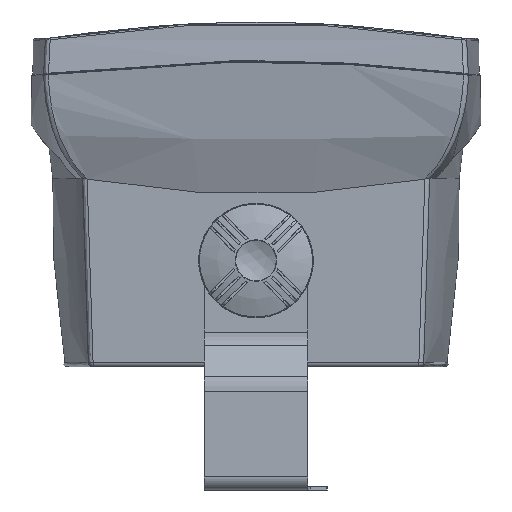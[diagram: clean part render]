
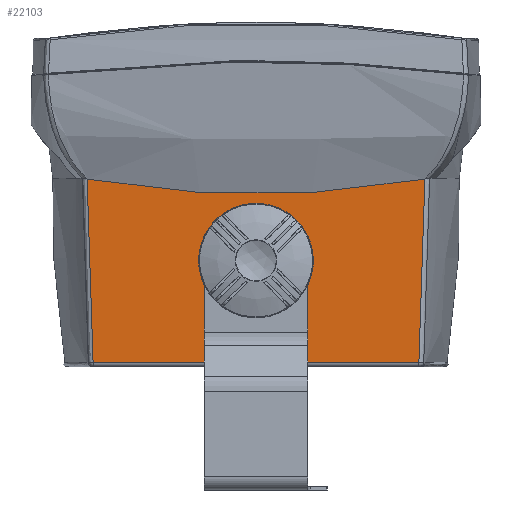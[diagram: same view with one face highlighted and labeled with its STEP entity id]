
A CAD part, left-side view. The second image highlights one B-rep face of the part: STEP entity #22103.
In plain terms, the highlighted face is planar.
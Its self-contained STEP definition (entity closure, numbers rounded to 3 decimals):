
#16=ELLIPSE('',#24263,30.115,30.);
#17=ELLIPSE('',#24265,30.115,30.);
#335=FACE_BOUND('',#6505,.T.);
#968=PLANE('',#24261);
#1846=LINE('',#46568,#2847);
#2847=VECTOR('',#29248,10.);
#3919=B_SPLINE_CURVE_WITH_KNOTS('',3,(#45974,#45975,#45976,#45977,#45978,
#45979,#45980),.UNSPECIFIED.,.F.,.F.,(4,3,4),(-0.032,-0.004,
0.),.UNSPECIFIED.);
#3924=B_SPLINE_CURVE_WITH_KNOTS('',3,(#46065,#46066,#46067,#46068,#46069,
#46070,#46071),.UNSPECIFIED.,.F.,.F.,(4,1,2,4),(0.29,2.226,
6.676,11.47),.UNSPECIFIED.);
#3925=B_SPLINE_CURVE_WITH_KNOTS('',3,(#46072,#46073,#46074,#46075),
 .UNSPECIFIED.,.F.,.F.,(4,4),(-11.472,-11.47),
 .UNSPECIFIED.);
#3940=B_SPLINE_CURVE_WITH_KNOTS('',3,(#46462,#46463,#46464,#46465),
 .UNSPECIFIED.,.F.,.F.,(4,4),(-1.05,-0.986),
 .UNSPECIFIED.);
#3944=B_SPLINE_CURVE_WITH_KNOTS('',3,(#46535,#46536,#46537,#46538,#46539,
#46540,#46541),.UNSPECIFIED.,.F.,.F.,(4,2,1,4),(0.057,4.851,
9.302,11.238),.UNSPECIFIED.);
#3947=B_SPLINE_CURVE_WITH_KNOTS('',3,(#46563,#46564,#46565,#46566),
 .UNSPECIFIED.,.F.,.F.,(4,4),(-0.057,-0.056),
 .UNSPECIFIED.);
#3967=B_SPLINE_CURVE_WITH_KNOTS('',3,(#47219,#47220,#47221,#47222),
 .UNSPECIFIED.,.F.,.F.,(4,4),(0.,0.),.UNSPECIFIED.);
#5168=FACE_OUTER_BOUND('',#6504,.T.);
#6504=EDGE_LOOP('',(#18364,#18365,#18366,#18367,#18368,#18369,#18370,#18371));
#6505=EDGE_LOOP('',(#18372,#18373,#18374,#18375));
#7836=CIRCLE('',#24262,582.507);
#7837=CIRCLE('',#24264,30.);
#9574=VERTEX_POINT('',#45962);
#9575=VERTEX_POINT('',#45973);
#9581=VERTEX_POINT('',#46015);
#9585=VERTEX_POINT('',#46064);
#9597=VERTEX_POINT('',#46282);
#9602=VERTEX_POINT('',#46449);
#9603=VERTEX_POINT('',#46461);
#9606=VERTEX_POINT('',#46534);
#9623=VERTEX_POINT('',#47212);
#9624=VERTEX_POINT('',#47213);
#9625=VERTEX_POINT('',#47215);
#9626=VERTEX_POINT('',#47217);
#12558=EDGE_CURVE('',#9574,#9575,#3919,.T.);
#12569=EDGE_CURVE('',#9581,#9585,#3924,.T.);
#12570=EDGE_CURVE('',#9574,#9585,#3925,.T.);
#12591=EDGE_CURVE('',#9602,#9603,#3940,.T.);
#12595=EDGE_CURVE('',#9606,#9597,#3944,.T.);
#12598=EDGE_CURVE('',#9606,#9603,#3947,.T.);
#12599=EDGE_CURVE('',#9597,#9581,#1846,.T.);
#12624=EDGE_CURVE('',#9602,#9575,#7836,.T.);
#12625=EDGE_CURVE('',#9623,#9624,#16,.T.);
#12626=EDGE_CURVE('',#9624,#9625,#7837,.T.);
#12627=EDGE_CURVE('',#9626,#9625,#17,.T.);
#12628=EDGE_CURVE('',#9626,#9623,#3967,.T.);
#18364=ORIENTED_EDGE('',*,*,#12569,.F.);
#18365=ORIENTED_EDGE('',*,*,#12599,.F.);
#18366=ORIENTED_EDGE('',*,*,#12595,.F.);
#18367=ORIENTED_EDGE('',*,*,#12598,.T.);
#18368=ORIENTED_EDGE('',*,*,#12591,.F.);
#18369=ORIENTED_EDGE('',*,*,#12624,.T.);
#18370=ORIENTED_EDGE('',*,*,#12558,.F.);
#18371=ORIENTED_EDGE('',*,*,#12570,.T.);
#18372=ORIENTED_EDGE('',*,*,#12625,.T.);
#18373=ORIENTED_EDGE('',*,*,#12626,.T.);
#18374=ORIENTED_EDGE('',*,*,#12627,.F.);
#18375=ORIENTED_EDGE('',*,*,#12628,.T.);
#22103=ADVANCED_FACE('',(#5168,#335),#968,.T.);
#24261=AXIS2_PLACEMENT_3D('',#47210,#29256,#29257);
#24262=AXIS2_PLACEMENT_3D('',#47211,#29258,#29259);
#24263=AXIS2_PLACEMENT_3D('',#47214,#29260,#29261);
#24264=AXIS2_PLACEMENT_3D('',#47216,#29262,#29263);
#24265=AXIS2_PLACEMENT_3D('',#47218,#29264,#29265);
#29248=DIRECTION('',(0.,1.,0.));
#29256=DIRECTION('center_axis',(-0.999,0.,-0.035));
#29257=DIRECTION('ref_axis',(-0.035,0.035,0.999));
#29258=DIRECTION('center_axis',(0.999,0.,0.035));
#29259=DIRECTION('ref_axis',(0.034,0.181,-0.983));
#29260=DIRECTION('center_axis',(0.999,0.,0.035));
#29261=DIRECTION('ref_axis',(0.035,0.,-0.999));
#29262=DIRECTION('center_axis',(0.999,0.,-0.052));
#29263=DIRECTION('ref_axis',(-0.034,-0.762,-0.647));
#29264=DIRECTION('center_axis',(-0.999,0.,-0.035));
#29265=DIRECTION('ref_axis',(0.035,0.,-0.999));
#45962=CARTESIAN_POINT('',(-163.273,103.029,114.587));
#45973=CARTESIAN_POINT('',(-163.271,102.71,114.518));
#45974=CARTESIAN_POINT('Ctrl Pts',(-163.273,103.029,114.587));
#45975=CARTESIAN_POINT('Ctrl Pts',(-163.272,102.936,114.563));
#45976=CARTESIAN_POINT('Ctrl Pts',(-163.272,102.842,114.542));
#45977=CARTESIAN_POINT('Ctrl Pts',(-163.271,102.749,114.525));
#45978=CARTESIAN_POINT('Ctrl Pts',(-163.271,102.736,114.522));
#45979=CARTESIAN_POINT('Ctrl Pts',(-163.271,102.723,114.52));
#45980=CARTESIAN_POINT('Ctrl Pts',(-163.271,102.71,114.518));
#46015=CARTESIAN_POINT('',(-159.373,99.397,2.895));
#46064=CARTESIAN_POINT('',(-163.273,103.029,114.575));
#46065=CARTESIAN_POINT('Ctrl Pts',(-159.373,99.397,2.895));
#46066=CARTESIAN_POINT('Ctrl Pts',(-159.598,99.587,9.342));
#46067=CARTESIAN_POINT('Ctrl Pts',(-160.341,100.226,30.609));
#46068=CARTESIAN_POINT('Ctrl Pts',(-161.083,100.901,51.875));
#46069=CARTESIAN_POINT('Ctrl Pts',(-162.158,101.916,82.655));
#46070=CARTESIAN_POINT('Ctrl Pts',(-162.716,102.462,98.615));
#46071=CARTESIAN_POINT('Ctrl Pts',(-163.273,103.029,114.575));
#46072=CARTESIAN_POINT('Ctrl Pts',(-163.273,103.029,114.587));
#46073=CARTESIAN_POINT('Ctrl Pts',(-163.273,103.029,114.583));
#46074=CARTESIAN_POINT('Ctrl Pts',(-163.273,103.029,114.579));
#46075=CARTESIAN_POINT('Ctrl Pts',(-163.273,103.029,114.575));
#46282=CARTESIAN_POINT('',(-159.373,-99.397,2.895));
#46449=CARTESIAN_POINT('',(-163.271,-102.71,114.518));
#46461=CARTESIAN_POINT('',(-163.273,-103.029,114.587));
#46462=CARTESIAN_POINT('Ctrl Pts',(-163.271,-102.71,
114.518));
#46463=CARTESIAN_POINT('Ctrl Pts',(-163.272,-102.813,
114.536));
#46464=CARTESIAN_POINT('Ctrl Pts',(-163.272,-102.919,
114.559));
#46465=CARTESIAN_POINT('Ctrl Pts',(-163.273,-103.029,
114.587));
#46534=CARTESIAN_POINT('',(-163.273,-103.029,114.575));
#46535=CARTESIAN_POINT('Ctrl Pts',(-163.273,-103.029,
114.575));
#46536=CARTESIAN_POINT('Ctrl Pts',(-162.716,-102.462,
98.615));
#46537=CARTESIAN_POINT('Ctrl Pts',(-162.158,-101.916,
82.655));
#46538=CARTESIAN_POINT('Ctrl Pts',(-161.083,-100.901,
51.875));
#46539=CARTESIAN_POINT('Ctrl Pts',(-160.341,-100.226,
30.609));
#46540=CARTESIAN_POINT('Ctrl Pts',(-159.598,-99.587,
9.342));
#46541=CARTESIAN_POINT('Ctrl Pts',(-159.373,-99.397,
2.895));
#46563=CARTESIAN_POINT('Ctrl Pts',(-163.273,-103.029,
114.575));
#46564=CARTESIAN_POINT('Ctrl Pts',(-163.273,-103.029,114.579));
#46565=CARTESIAN_POINT('Ctrl Pts',(-163.273,-103.029,
114.583));
#46566=CARTESIAN_POINT('Ctrl Pts',(-163.273,-103.029,
114.587));
#46568=CARTESIAN_POINT('',(-159.373,0.,2.895));
#47210=CARTESIAN_POINT('Origin',(-162.78,0.,100.461));
#47211=CARTESIAN_POINT('Origin',(-183.282,0.,
687.549));
#47212=CARTESIAN_POINT('',(-160.877,22.857,45.968));
#47213=CARTESIAN_POINT('',(-160.877,-22.857,45.968));
#47214=CARTESIAN_POINT('Origin',(-161.558,0.,65.461));
#47215=CARTESIAN_POINT('',(-160.877,-22.857,45.967));
#47216=CARTESIAN_POINT('Origin',(-159.86,0.,65.372));
#47217=CARTESIAN_POINT('',(-160.877,22.857,45.967));
#47218=CARTESIAN_POINT('Origin',(-161.558,0.,65.461));
#47219=CARTESIAN_POINT('Ctrl Pts',(-160.877,22.857,45.967));
#47220=CARTESIAN_POINT('Ctrl Pts',(-160.877,22.857,45.967));
#47221=CARTESIAN_POINT('Ctrl Pts',(-160.877,22.857,45.968));
#47222=CARTESIAN_POINT('Ctrl Pts',(-160.877,22.857,45.968));
